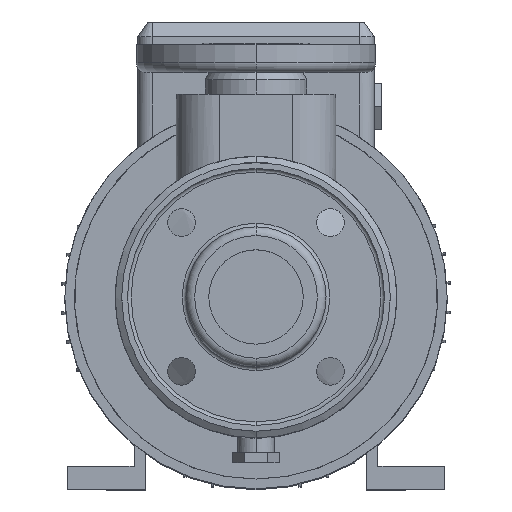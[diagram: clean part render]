
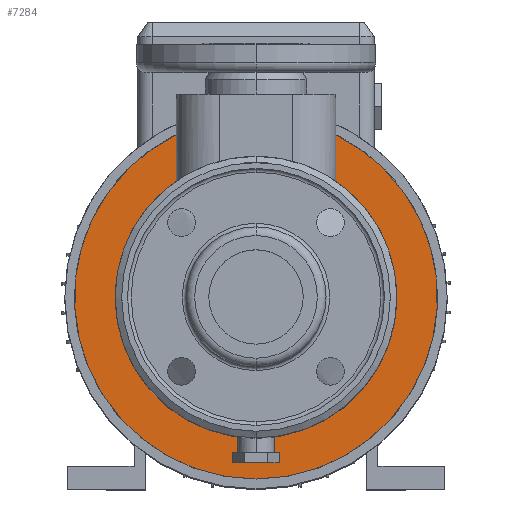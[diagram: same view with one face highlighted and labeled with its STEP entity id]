
A CAD part, top view. The second image highlights one B-rep face of the part: STEP entity #7284.
In plain terms, the highlighted planar face has unit normal (0, 0, 1).
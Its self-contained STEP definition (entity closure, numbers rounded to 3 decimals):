
#318 = DIRECTION ( 'NONE',  ( 0., -1., 0. ) ) ;
#465 = EDGE_CURVE ( 'NONE', #11246, #1272, #6531, .T. ) ;
#698 = DIRECTION ( 'NONE',  ( 0., 0., 1. ) ) ;
#769 = ORIENTED_EDGE ( 'NONE', *, *, #11712, .F. ) ;
#819 = AXIS2_PLACEMENT_3D ( 'NONE', #7743, #698, #11766 ) ;
#995 = DIRECTION ( 'NONE',  ( 0., -1., 0. ) ) ;
#1042 = ORIENTED_EDGE ( 'NONE', *, *, #11417, .T. ) ;
#1092 = ORIENTED_EDGE ( 'NONE', *, *, #465, .F. ) ;
#1272 = VERTEX_POINT ( 'NONE', #8276 ) ;
#1448 = CARTESIAN_POINT ( 'NONE',  ( 0., 0., -43. ) ) ;
#1596 = EDGE_LOOP ( 'NONE', ( #769, #5277, #1092, #12522, #12494, #1042 ) ) ;
#1817 = DIRECTION ( 'NONE',  ( 0., 1., 0. ) ) ;
#1851 = DIRECTION ( 'NONE',  ( 0., 1., 0. ) ) ;
#1989 = EDGE_CURVE ( 'NONE', #3094, #8590, #2772, .T. ) ;
#2578 = CARTESIAN_POINT ( 'NONE',  ( -55., 79.9, -43. ) ) ;
#2772 = CIRCLE ( 'NONE', #6149, 125. ) ;
#3094 = VERTEX_POINT ( 'NONE', #8966 ) ;
#3607 = CIRCLE ( 'NONE', #4649, 97. ) ;
#4054 = DIRECTION ( 'NONE',  ( 0., 0., -1. ) ) ;
#4470 = VECTOR ( 'NONE', #1817, 1000. ) ;
#4649 = AXIS2_PLACEMENT_3D ( 'NONE', #1448, #7568, #318 ) ;
#4830 = LINE ( 'NONE', #11852, #10902 ) ;
#4957 = EDGE_CURVE ( 'NONE', #11246, #3094, #4830, .T. ) ;
#5264 = CARTESIAN_POINT ( 'NONE',  ( 55., 112.25, -43. ) ) ;
#5277 = ORIENTED_EDGE ( 'NONE', *, *, #12279, .F. ) ;
#5509 = CIRCLE ( 'NONE', #12680, 125. ) ;
#6082 = CARTESIAN_POINT ( 'NONE',  ( 0., -125., -43. ) ) ;
#6149 = AXIS2_PLACEMENT_3D ( 'NONE', #11205, #12058, #995 ) ;
#6531 = CIRCLE ( 'NONE', #819, 97. ) ;
#6650 = VERTEX_POINT ( 'NONE', #5264 ) ;
#6894 = CARTESIAN_POINT ( 'NONE',  ( 0., 97., -43. ) ) ;
#7284 = ADVANCED_FACE ( 'NONE', ( #13093 ), #8941, .F. ) ;
#7568 = DIRECTION ( 'NONE',  ( 0., 0., 1. ) ) ;
#7743 = CARTESIAN_POINT ( 'NONE',  ( 0., 0., -43. ) ) ;
#7940 = CARTESIAN_POINT ( 'NONE',  ( 55., 79.9, -43. ) ) ;
#8276 = CARTESIAN_POINT ( 'NONE',  ( 0., -97., -43. ) ) ;
#8590 = VERTEX_POINT ( 'NONE', #6082 ) ;
#8941 = PLANE ( 'NONE',  #11557 ) ;
#8966 = CARTESIAN_POINT ( 'NONE',  ( -55., 112.25, -43. ) ) ;
#9251 = DIRECTION ( 'NONE',  ( 0., -1., 0. ) ) ;
#9874 = DIRECTION ( 'NONE',  ( 0., 1., 0. ) ) ;
#10114 = CARTESIAN_POINT ( 'NONE',  ( 0., 0., -43. ) ) ;
#10180 = DIRECTION ( 'NONE',  ( 0., 0., 1. ) ) ;
#10709 = LINE ( 'NONE', #11825, #4470 ) ;
#10902 = VECTOR ( 'NONE', #9874, 1000. ) ;
#11205 = CARTESIAN_POINT ( 'NONE',  ( 0., 0., -43. ) ) ;
#11246 = VERTEX_POINT ( 'NONE', #2578 ) ;
#11341 = VERTEX_POINT ( 'NONE', #7940 ) ;
#11417 = EDGE_CURVE ( 'NONE', #8590, #6650, #5509, .T. ) ;
#11557 = AXIS2_PLACEMENT_3D ( 'NONE', #6894, #4054, #1851 ) ;
#11712 = EDGE_CURVE ( 'NONE', #11341, #6650, #10709, .T. ) ;
#11766 = DIRECTION ( 'NONE',  ( 0., -1., 0. ) ) ;
#11825 = CARTESIAN_POINT ( 'NONE',  ( 55., -131.702, -43. ) ) ;
#11852 = CARTESIAN_POINT ( 'NONE',  ( -55., -131.702, -43. ) ) ;
#12058 = DIRECTION ( 'NONE',  ( 0., 0., 1. ) ) ;
#12279 = EDGE_CURVE ( 'NONE', #1272, #11341, #3607, .T. ) ;
#12494 = ORIENTED_EDGE ( 'NONE', *, *, #1989, .T. ) ;
#12522 = ORIENTED_EDGE ( 'NONE', *, *, #4957, .T. ) ;
#12680 = AXIS2_PLACEMENT_3D ( 'NONE', #10114, #10180, #9251 ) ;
#13093 = FACE_OUTER_BOUND ( 'NONE', #1596, .T. ) ;
